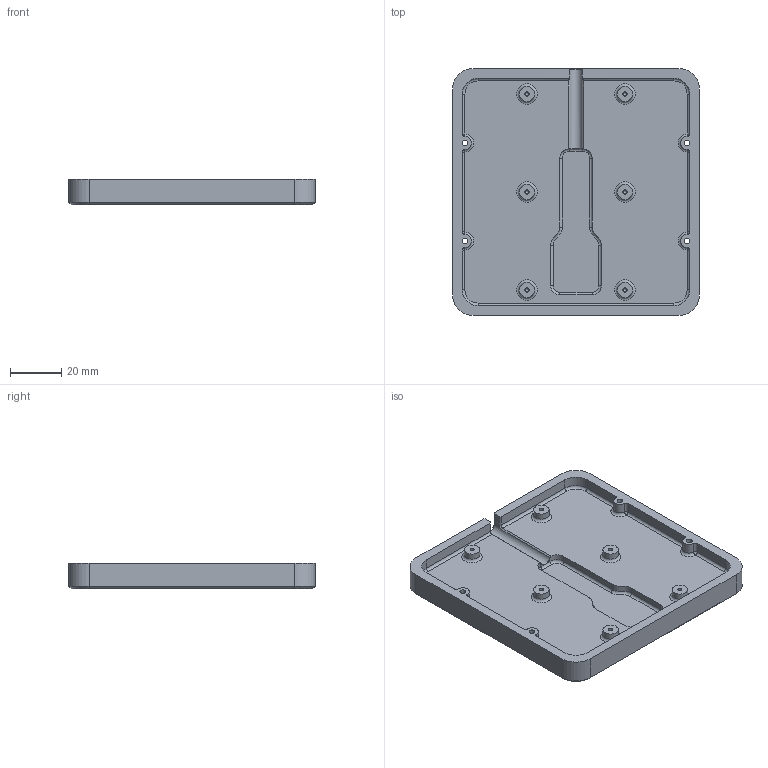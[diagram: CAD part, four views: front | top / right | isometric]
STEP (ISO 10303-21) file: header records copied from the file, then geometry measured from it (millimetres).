
FILE_DESCRIPTION(('FreeCAD Model'),'2;1');
FILE_NAME('Open CASCADE Shape Model','2022-03-22T00:29:39',('Author'),( ''),'Open CASCADE STEP processor 7.5','FreeCAD','Unknown');
FILE_SCHEMA(('AUTOMOTIVE_DESIGN { 1 0 10303 214 1 1 1 1 }'));
Length unit declared in the file: millimetre
Products named in the file (1): Base
Bounding box: 96 x 96 x 10 mm (x, y, z)
Volume: 49756.8 mm3; surface area: 24763 mm2
Topology: 1 solids, 1 shells, 167 faces, 387 edges, 224 vertices
Faces by surface type: cylinder 68, plane 54, torus 18, cone 13, bspline 12, extrusion 2
Full cylindrical faces by diameter (mm): 1.6 x6, 2.2 x4, 5 x4, 6 x6
Entity records: 10673 total; most frequent: CARTESIAN_POINT 3062, DIRECTION 1440, VECTOR 795, LINE 793, ORIENTED_EDGE 746, PCURVE 746, DEFINITIONAL_REPRESENTATION 746, EDGE_CURVE 373
